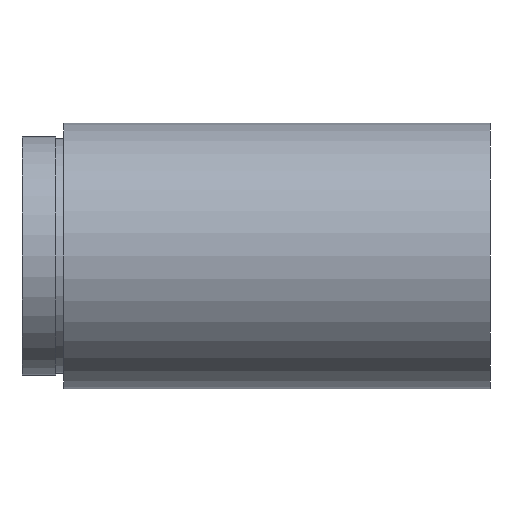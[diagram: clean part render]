
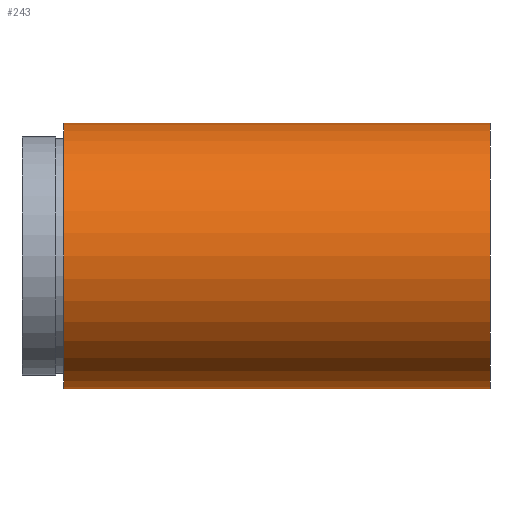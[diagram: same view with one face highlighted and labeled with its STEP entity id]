
A CAD part, left-side view. The second image highlights one B-rep face of the part: STEP entity #243.
In plain terms, the highlighted cylindrical face has radius 15.85 mm (diameter 31.7 mm), a partial arc.
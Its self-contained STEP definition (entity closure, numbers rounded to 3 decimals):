
#14 = ORIENTED_EDGE ( 'NONE', *, *, #52, .T. ) ;
#33 = CYLINDRICAL_SURFACE ( 'NONE', #472, 15.85 ) ;
#34 = LINE ( 'NONE', #382, #114 ) ;
#35 = DIRECTION ( 'NONE',  ( 0., 1., 0. ) ) ;
#36 = VERTEX_POINT ( 'NONE', #123 ) ;
#40 = DIRECTION ( 'NONE',  ( 0., 0., 1. ) ) ;
#46 = VERTEX_POINT ( 'NONE', #69 ) ;
#48 = EDGE_CURVE ( 'NONE', #559, #46, #555, .T. ) ;
#51 = DIRECTION ( 'NONE',  ( 0., 0., 1. ) ) ;
#52 = EDGE_CURVE ( 'NONE', #36, #54, #106, .T. ) ;
#54 = VERTEX_POINT ( 'NONE', #477 ) ;
#69 = CARTESIAN_POINT ( 'NONE',  ( 0., 50.8, 15.85 ) ) ;
#80 = EDGE_LOOP ( 'NONE', ( #227, #14, #362, #338 ) ) ;
#82 = DIRECTION ( 'NONE',  ( 0., 1., 0. ) ) ;
#88 = DIRECTION ( 'NONE',  ( 0., 1., 0. ) ) ;
#96 = CARTESIAN_POINT ( 'NONE',  ( 0., 161.376, 0. ) ) ;
#105 = CARTESIAN_POINT ( 'NONE',  ( 0., 50.8, -15.85 ) ) ;
#106 = CIRCLE ( 'NONE', #524, 15.85 ) ;
#113 = EDGE_CURVE ( 'NONE', #36, #559, #34, .T. ) ;
#114 = VECTOR ( 'NONE', #35, 1000. ) ;
#123 = CARTESIAN_POINT ( 'NONE',  ( 0., 0., -15.85 ) ) ;
#144 = CARTESIAN_POINT ( 'NONE',  ( 0., 0., 0. ) ) ;
#188 = CARTESIAN_POINT ( 'NONE',  ( 0., 50.8, 0. ) ) ;
#227 = ORIENTED_EDGE ( 'NONE', *, *, #113, .F. ) ;
#243 = ADVANCED_FACE ( 'NONE', ( #597 ), #33, .T. ) ;
#268 = VECTOR ( 'NONE', #351, 1000. ) ;
#294 = CARTESIAN_POINT ( 'NONE',  ( 0., 161.376, 15.85 ) ) ;
#336 = DIRECTION ( 'NONE',  ( 0., 0., 1. ) ) ;
#338 = ORIENTED_EDGE ( 'NONE', *, *, #48, .F. ) ;
#351 = DIRECTION ( 'NONE',  ( 0., 1., 0. ) ) ;
#362 = ORIENTED_EDGE ( 'NONE', *, *, #582, .T. ) ;
#382 = CARTESIAN_POINT ( 'NONE',  ( 0., 161.376, -15.85 ) ) ;
#468 = LINE ( 'NONE', #294, #268 ) ;
#472 = AXIS2_PLACEMENT_3D ( 'NONE', #96, #623, #51 ) ;
#477 = CARTESIAN_POINT ( 'NONE',  ( 0., 0., 15.85 ) ) ;
#510 = AXIS2_PLACEMENT_3D ( 'NONE', #188, #88, #336 ) ;
#524 = AXIS2_PLACEMENT_3D ( 'NONE', #144, #82, #40 ) ;
#555 = CIRCLE ( 'NONE', #510, 15.85 ) ;
#559 = VERTEX_POINT ( 'NONE', #105 ) ;
#582 = EDGE_CURVE ( 'NONE', #54, #46, #468, .T. ) ;
#597 = FACE_OUTER_BOUND ( 'NONE', #80, .T. ) ;
#623 = DIRECTION ( 'NONE',  ( 0., 1., 0. ) ) ;
